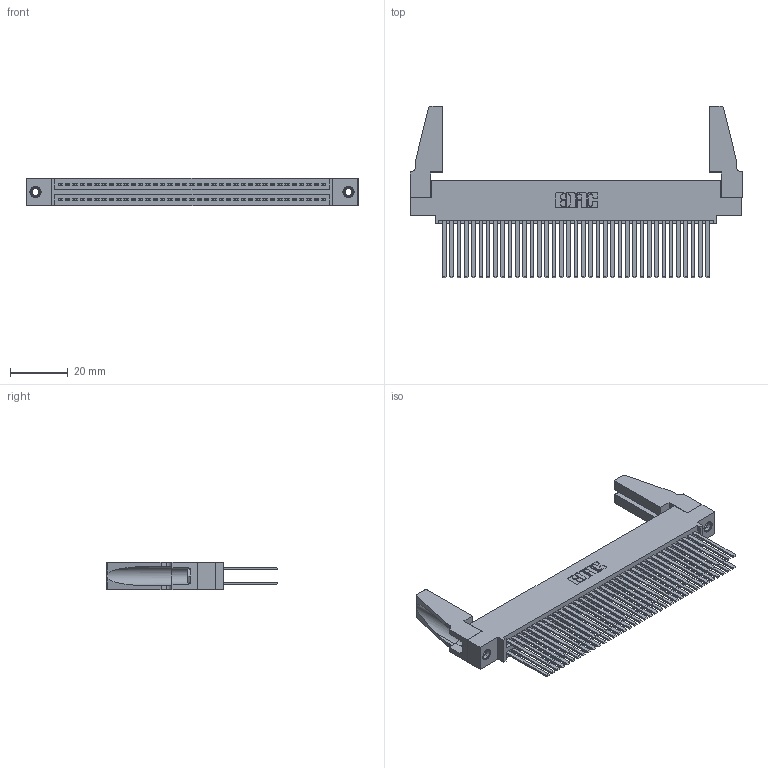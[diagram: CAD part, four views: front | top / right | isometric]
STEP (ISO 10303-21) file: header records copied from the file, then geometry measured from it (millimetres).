
FILE_DESCRIPTION (( 'STEP AP203' ), '1' );
FILE_NAME ('345-074-544-588.STEP', '2019-10-31T07:28:54', ( '' ), ( '' ), 'SwSTEP 2.0', 'SolidWorks 2016', '' );
FILE_SCHEMA (( 'CONFIG_CONTROL_DESIGN' ));
Length unit declared in the file: inch
Products named in the file (5): 345-074-544-588; 345-292-001_345-293-144; 345 Part_0.110 Offset - 0.156 Dia-TH; 345-250-001_345-250-001-102; 345-220-078_345-220-088
Assembly tree (79 placements, depth 2):
  345-074-544-588
    345 Part_0.110 Offset - 0.156 Dia-TH
    345-292-001_345-293-144  x74
    345-250-001_345-250-001-102  x2
    345-220-078_345-220-088  x2
Bounding box: 115.21 x 59.61 x 9.4 mm (x, y, z)
Volume: 15362.1 mm3; surface area: 24058.5 mm2
Topology: 79 solids, 79 shells, 3510 faces, 10361 edges, 6798 vertices
Faces by surface type: plane 2302, cylinder 1192, cone 12, torus 4
Entity records: 31800 total; most frequent: CARTESIAN_POINT 5330, ORIENTED_EDGE 5224, DIRECTION 4708, EDGE_CURVE 2612, LINE 2294, VECTOR 2294, VERTEX_POINT 1734, AXIS2_PLACEMENT_3D 1207
